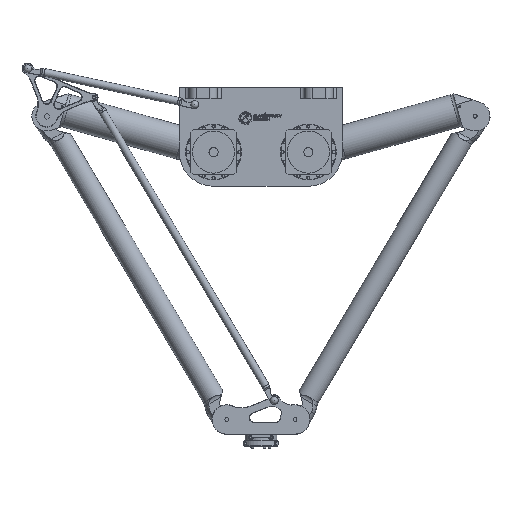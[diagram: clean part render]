
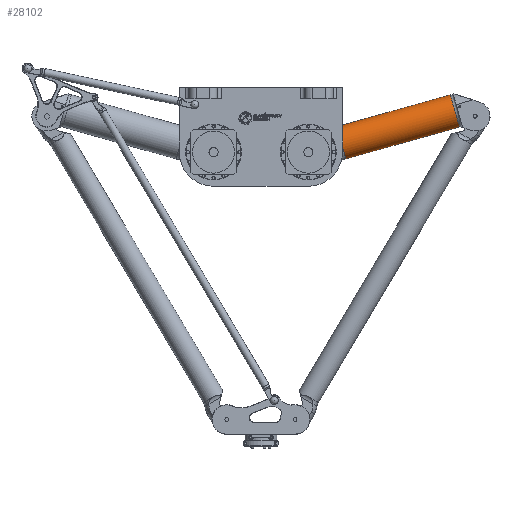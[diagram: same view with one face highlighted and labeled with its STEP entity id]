
A CAD part, left-side view. The second image highlights one B-rep face of the part: STEP entity #28102.
In plain terms, the highlighted cylindrical face has radius 44 mm (diameter 88 mm), a full revolution.
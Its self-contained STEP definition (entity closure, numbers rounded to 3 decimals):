
#989=FACE_BOUND('',#7023,.T.);
#2688=CIRCLE('',#30792,44.);
#2689=CIRCLE('',#30793,44.);
#2690=CIRCLE('',#30794,44.);
#2691=CIRCLE('',#30796,44.);
#3739=CYLINDRICAL_SURFACE('',#30795,44.);
#4847=FACE_OUTER_BOUND('',#7022,.T.);
#7022=EDGE_LOOP('',(#22331,#22332,#22333));
#7023=EDGE_LOOP('',(#22334));
#13696=VERTEX_POINT('',#49570);
#13697=VERTEX_POINT('',#49571);
#13698=VERTEX_POINT('',#49573);
#13699=VERTEX_POINT('',#49577);
#16798=EDGE_CURVE('',#13696,#13697,#2688,.T.);
#16799=EDGE_CURVE('',#13697,#13698,#2689,.T.);
#16800=EDGE_CURVE('',#13698,#13696,#2690,.T.);
#16801=EDGE_CURVE('',#13699,#13699,#2691,.T.);
#22331=ORIENTED_EDGE('',*,*,#16798,.F.);
#22332=ORIENTED_EDGE('',*,*,#16800,.F.);
#22333=ORIENTED_EDGE('',*,*,#16799,.F.);
#22334=ORIENTED_EDGE('',*,*,#16801,.T.);
#28102=ADVANCED_FACE('',(#4847,#989),#3739,.T.);
#30792=AXIS2_PLACEMENT_3D('',#49572,#36615,#36616);
#30793=AXIS2_PLACEMENT_3D('',#49574,#36617,#36618);
#30794=AXIS2_PLACEMENT_3D('',#49575,#36619,#36620);
#30795=AXIS2_PLACEMENT_3D('',#49576,#36621,#36622);
#30796=AXIS2_PLACEMENT_3D('',#49578,#36623,#36624);
#36615=DIRECTION('center_axis',(0.,1.,0.));
#36616=DIRECTION('ref_axis',(0.,0.,1.));
#36617=DIRECTION('center_axis',(0.,1.,0.));
#36618=DIRECTION('ref_axis',(0.,0.,1.));
#36619=DIRECTION('center_axis',(0.,1.,0.));
#36620=DIRECTION('ref_axis',(0.,0.,1.));
#36621=DIRECTION('center_axis',(0.,1.,0.));
#36622=DIRECTION('ref_axis',(0.,0.,1.));
#36623=DIRECTION('center_axis',(0.,1.,0.));
#36624=DIRECTION('ref_axis',(0.,0.,1.));
#49570=CARTESIAN_POINT('',(-43.,399.128,9.327));
#49571=CARTESIAN_POINT('',(0.,399.128,44.));
#49572=CARTESIAN_POINT('Origin',(0.,399.128,0.));
#49573=CARTESIAN_POINT('',(0.,399.128,-44.));
#49574=CARTESIAN_POINT('Origin',(0.,399.128,0.));
#49575=CARTESIAN_POINT('Origin',(0.,399.128,0.));
#49576=CARTESIAN_POINT('Origin',(0.,90.,0.));
#49577=CARTESIAN_POINT('',(0.,88.,44.));
#49578=CARTESIAN_POINT('Origin',(0.,88.,0.));
